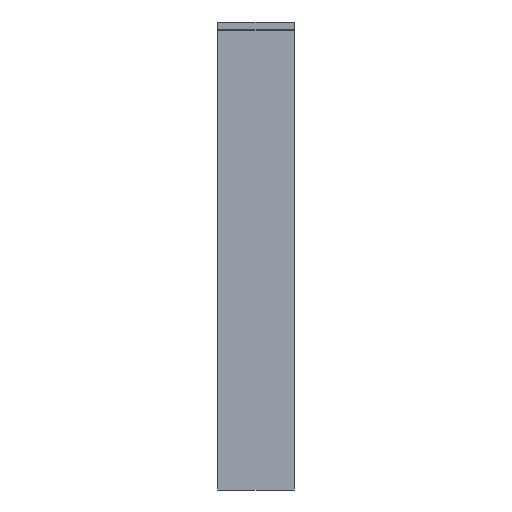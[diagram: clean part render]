
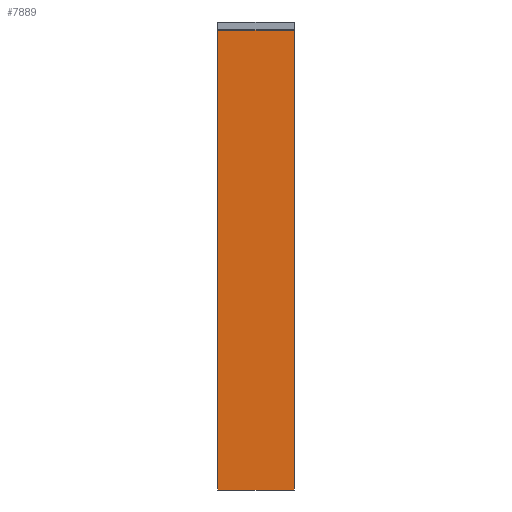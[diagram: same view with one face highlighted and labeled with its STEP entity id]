
A CAD part, front view. The second image highlights one B-rep face of the part: STEP entity #7889.
In plain terms, the highlighted planar face has unit normal (0, -1, 0).
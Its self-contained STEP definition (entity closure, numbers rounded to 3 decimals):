
#63 = LINE ( 'NONE', #7405, #6505 ) ;
#426 = EDGE_CURVE ( 'NONE', #3220, #13131, #7892, .T. ) ;
#603 = CARTESIAN_POINT ( 'NONE',  ( 248., 0., 3050. ) ) ;
#625 = VERTEX_POINT ( 'NONE', #3996 ) ;
#1347 = PLANE ( 'NONE',  #3751 ) ;
#2644 = DIRECTION ( 'NONE',  ( 0., 0., -1. ) ) ;
#2710 = VECTOR ( 'NONE', #2644, 1000. ) ;
#2833 = EDGE_LOOP ( 'NONE', ( #6130, #4958, #3806, #2935 ) ) ;
#2935 = ORIENTED_EDGE ( 'NONE', *, *, #5975, .T. ) ;
#3061 = VERTEX_POINT ( 'NONE', #7533 ) ;
#3220 = VERTEX_POINT ( 'NONE', #11354 ) ;
#3433 = DIRECTION ( 'NONE',  ( 0., 0., -1. ) ) ;
#3751 = AXIS2_PLACEMENT_3D ( 'NONE', #11637, #11517, #6544 ) ;
#3806 = ORIENTED_EDGE ( 'NONE', *, *, #7171, .T. ) ;
#3996 = CARTESIAN_POINT ( 'NONE',  ( -248., 0., 2995.055 ) ) ;
#4958 = ORIENTED_EDGE ( 'NONE', *, *, #6077, .T. ) ;
#5230 = CARTESIAN_POINT ( 'NONE',  ( 248., 0., 0. ) ) ;
#5505 = CARTESIAN_POINT ( 'NONE',  ( 0., 0., 0. ) ) ;
#5876 = CARTESIAN_POINT ( 'NONE',  ( 249., 0., 2995.055 ) ) ;
#5975 = EDGE_CURVE ( 'NONE', #3061, #13131, #7460, .T. ) ;
#6077 = EDGE_CURVE ( 'NONE', #3220, #625, #11048, .T. ) ;
#6130 = ORIENTED_EDGE ( 'NONE', *, *, #426, .F. ) ;
#6505 = VECTOR ( 'NONE', #3433, 1000. ) ;
#6544 = DIRECTION ( 'NONE',  ( -1., 0., 0. ) ) ;
#7171 = EDGE_CURVE ( 'NONE', #625, #3061, #63, .T. ) ;
#7405 = CARTESIAN_POINT ( 'NONE',  ( -248., 0., 3050. ) ) ;
#7460 = LINE ( 'NONE', #5505, #10142 ) ;
#7533 = CARTESIAN_POINT ( 'NONE',  ( -248., 0., 0. ) ) ;
#7889 = ADVANCED_FACE ( 'NONE', ( #8609 ), #1347, .F. ) ;
#7892 = LINE ( 'NONE', #603, #2710 ) ;
#8609 = FACE_OUTER_BOUND ( 'NONE', #2833, .T. ) ;
#9700 = VECTOR ( 'NONE', #12838, 1000. ) ;
#10142 = VECTOR ( 'NONE', #11548, 1000. ) ;
#11048 = LINE ( 'NONE', #5876, #9700 ) ;
#11354 = CARTESIAN_POINT ( 'NONE',  ( 248., 0., 2995.055 ) ) ;
#11517 = DIRECTION ( 'NONE',  ( 0., 1., 0. ) ) ;
#11548 = DIRECTION ( 'NONE',  ( 1., 0., 0. ) ) ;
#11637 = CARTESIAN_POINT ( 'NONE',  ( 0., 0., 3050. ) ) ;
#12838 = DIRECTION ( 'NONE',  ( -1., 0., 0. ) ) ;
#13131 = VERTEX_POINT ( 'NONE', #5230 ) ;
